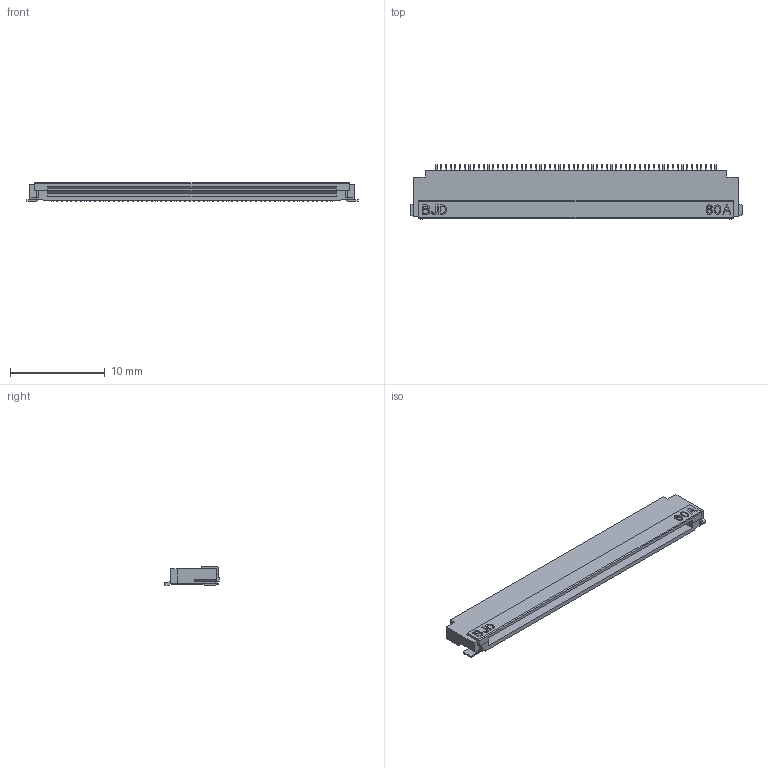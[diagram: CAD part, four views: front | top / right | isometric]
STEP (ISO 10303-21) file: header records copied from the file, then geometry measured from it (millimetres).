
FILE_DESCRIPTION(('CoCreate Modeling STEP Export'),'2;1');
FILE_NAME('0.5-26-60Pin.stp','2020-01-19T19:26:49',(''),(''),'CoCreate Modeling STEP processor for AP214 (Solid Model)','CoCreate Modeling 17.0 01-Apr-2010 (C) Parametric Technology GmbH','');
FILE_SCHEMA(('AUTOMOTIVE_DESIGN { 1 0 10303 214 1 1 1 1 }'));
Length unit declared in the file: millimetre
Products named in the file (2): 0.5-26-60Pin
Assembly tree (1 placements, depth 2):
  0.5-26-60Pin
    0.5-26-60Pin
Bounding box: 35.09 x 5.78 x 2 mm (x, y, z)
Volume: 252.1 mm3; surface area: 796.8 mm2
Topology: 1 solids, 1 shells, 1207 faces, 3577 edges, 2384 vertices
Faces by surface type: plane 833, cylinder 374
Entity records: 40182 total; most frequent: ORIENTED_EDGE 7154, CARTESIAN_POINT 7145, DIRECTION 6712, EDGE_CURVE 3577, VECTOR 2810, LINE 2810, VERTEX_POINT 2384, AXIS2_PLACEMENT_3D 1951
